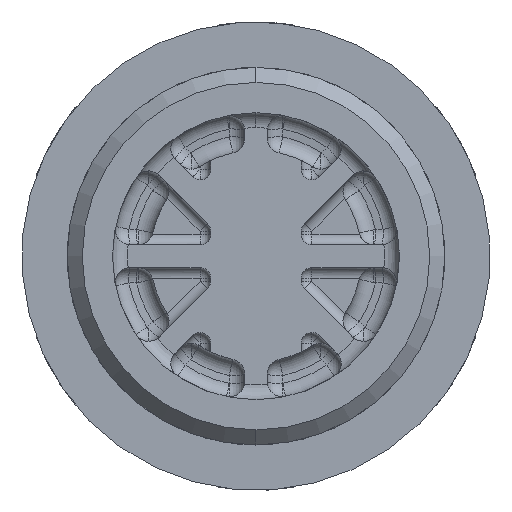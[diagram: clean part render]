
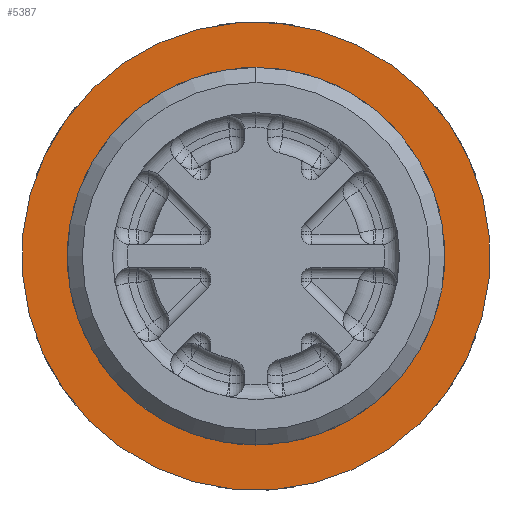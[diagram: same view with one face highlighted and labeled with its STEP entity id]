
A CAD part, left-side view. The second image highlights one B-rep face of the part: STEP entity #5387.
In plain terms, the highlighted face is planar.
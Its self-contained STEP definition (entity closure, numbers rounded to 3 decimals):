
#242 = CARTESIAN_POINT ( 'NONE',  ( 15.5, 0., 2. ) ) ;
#266 = ORIENTED_EDGE ( 'NONE', *, *, #3688, .T. ) ;
#314 = EDGE_CURVE ( 'NONE', #3820, #6875, #5541, .T. ) ;
#981 = PLANE ( 'NONE',  #5717 ) ;
#1144 = DIRECTION ( 'NONE',  ( 1., 0., 0. ) ) ;
#1453 = ORIENTED_EDGE ( 'NONE', *, *, #314, .T. ) ;
#1508 = EDGE_CURVE ( 'NONE', #3012, #8198, #8186, .T. ) ;
#1543 = FACE_BOUND ( 'NONE', #3320, .T. ) ;
#1956 = AXIS2_PLACEMENT_3D ( 'NONE', #3716, #3204, #1144 ) ;
#3012 = VERTEX_POINT ( 'NONE', #8264 ) ;
#3075 = AXIS2_PLACEMENT_3D ( 'NONE', #5399, #3974, #7912 ) ;
#3204 = DIRECTION ( 'NONE',  ( 0., 0., 1. ) ) ;
#3320 = EDGE_LOOP ( 'NONE', ( #7708, #3732 ) ) ;
#3503 = DIRECTION ( 'NONE',  ( 1., 0., 0. ) ) ;
#3688 = EDGE_CURVE ( 'NONE', #6875, #3820, #5976, .T. ) ;
#3714 = EDGE_CURVE ( 'NONE', #8198, #3012, #4040, .T. ) ;
#3716 = CARTESIAN_POINT ( 'NONE',  ( 0., 0., 2. ) ) ;
#3732 = ORIENTED_EDGE ( 'NONE', *, *, #3714, .F. ) ;
#3820 = VERTEX_POINT ( 'NONE', #6179 ) ;
#3974 = DIRECTION ( 'NONE',  ( 0., 0., 1. ) ) ;
#4040 = CIRCLE ( 'NONE', #7901, 12.5 ) ;
#5387 = ADVANCED_FACE ( 'NONE', ( #6887, #1543 ), #981, .T. ) ;
#5399 = CARTESIAN_POINT ( 'NONE',  ( 0., 0., 2. ) ) ;
#5491 = DIRECTION ( 'NONE',  ( 0., 0., 1. ) ) ;
#5508 = DIRECTION ( 'NONE',  ( 0., 0., 1. ) ) ;
#5541 = CIRCLE ( 'NONE', #5822, 15.5 ) ;
#5717 = AXIS2_PLACEMENT_3D ( 'NONE', #6167, #5508, #8144 ) ;
#5822 = AXIS2_PLACEMENT_3D ( 'NONE', #8209, #5491, #3503 ) ;
#5856 = CARTESIAN_POINT ( 'NONE',  ( 0., 0., 2. ) ) ;
#5976 = CIRCLE ( 'NONE', #1956, 15.5 ) ;
#6062 = EDGE_LOOP ( 'NONE', ( #1453, #266 ) ) ;
#6167 = CARTESIAN_POINT ( 'NONE',  ( 0., 0., 2. ) ) ;
#6179 = CARTESIAN_POINT ( 'NONE',  ( -15.5, 0., 2. ) ) ;
#6818 = CARTESIAN_POINT ( 'NONE',  ( 12.5, 0., 2. ) ) ;
#6875 = VERTEX_POINT ( 'NONE', #242 ) ;
#6887 = FACE_OUTER_BOUND ( 'NONE', #6062, .T. ) ;
#7695 = DIRECTION ( 'NONE',  ( 0., 0., 1. ) ) ;
#7708 = ORIENTED_EDGE ( 'NONE', *, *, #1508, .F. ) ;
#7901 = AXIS2_PLACEMENT_3D ( 'NONE', #5856, #7695, #8478 ) ;
#7912 = DIRECTION ( 'NONE',  ( 1., 0., 0. ) ) ;
#8144 = DIRECTION ( 'NONE',  ( 1., 0., 0. ) ) ;
#8186 = CIRCLE ( 'NONE', #3075, 12.5 ) ;
#8198 = VERTEX_POINT ( 'NONE', #6818 ) ;
#8209 = CARTESIAN_POINT ( 'NONE',  ( 0., 0., 2. ) ) ;
#8264 = CARTESIAN_POINT ( 'NONE',  ( -12.5, 0., 2. ) ) ;
#8478 = DIRECTION ( 'NONE',  ( 1., 0., 0. ) ) ;
